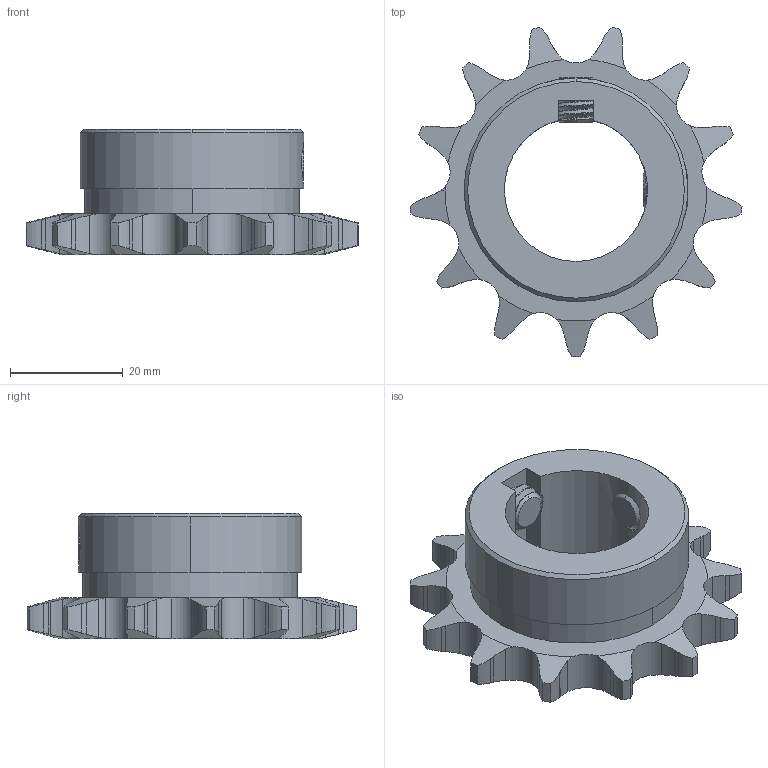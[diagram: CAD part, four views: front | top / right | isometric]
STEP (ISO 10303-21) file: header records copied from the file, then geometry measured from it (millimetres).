
FILE_DESCRIPTION (( 'STEP AP203' ), '1' );
FILE_NAME ('6280K675_Roller Chain Sprocket.STEP', '2021-09-09T14:34:41', ( 'Administrator' ), ( 'Managed by Terraform' ), 'SwSTEP 2.0', 'SolidWorks 2017', '' );
FILE_SCHEMA (( 'CONFIG_CONTROL_DESIGN' ));
Length unit declared in the file: inch
Products named in the file (1): 6280K675_Roller Chain Sprocket
Bounding box: 58.87 x 58.45 x 22.23 mm (x, y, z)
Volume: 20426 mm3; surface area: 9463.7 mm2
Topology: 3 solids, 3 shells, 264 faces, 732 edges, 479 vertices
Faces by surface type: cylinder 126, cone 58, plane 51, bspline 29
Entity records: 22768 total; most frequent: CARTESIAN_POINT 16819, ORIENTED_EDGE 1464, DIRECTION 935, EDGE_CURVE 732, VERTEX_POINT 479, AXIS2_PLACEMENT_3D 366, B_SPLINE_CURVE_WITH_KNOTS 301, EDGE_LOOP 275
